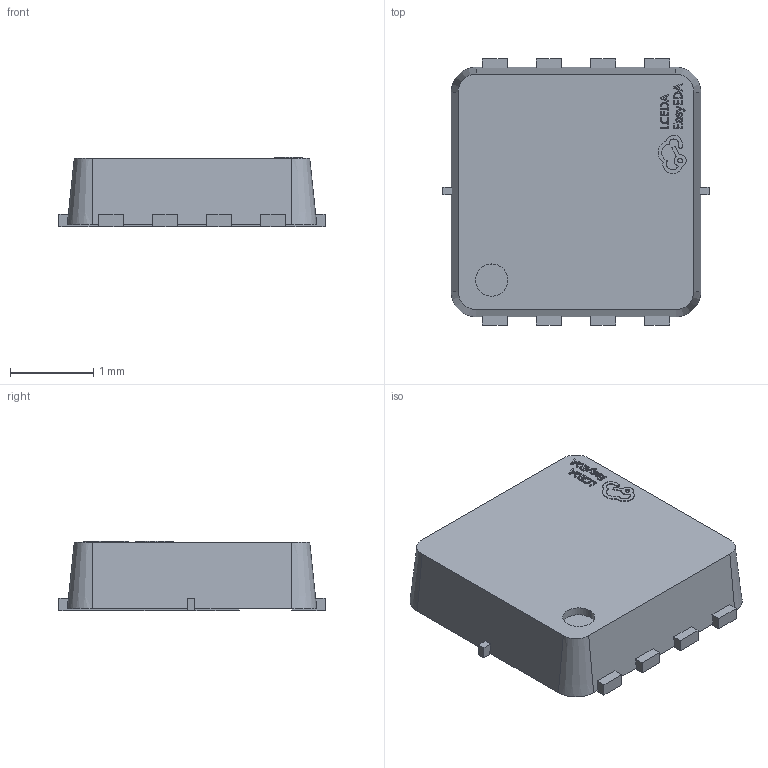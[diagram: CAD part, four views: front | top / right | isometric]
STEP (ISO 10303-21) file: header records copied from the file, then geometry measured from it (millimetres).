
FILE_DESCRIPTION (( 'STEP AP214' ), '1' );
FILE_NAME ('DFN-8_L3.0-W3.0-P0.65-BL-1.step', '2022-06-30T13:27:50', ( '' ), ( '' ), 'SwSTEP 2.0', 'SolidWorks 2020', '' );
FILE_SCHEMA (( 'AUTOMOTIVE_DESIGN' ));
Length unit declared in the file: millimetre
Products named in the file (1): DFN-8_L3.0-W3.0-P0.65-BL-1
Bounding box: 3.2 x 3.2 x 0.83 mm (x, y, z)
Volume: 6.9 mm3; surface area: 27.8 mm2
Topology: 1 solids, 1 shells, 381 faces, 1056 edges, 704 vertices
Faces by surface type: plane 261, bspline 114, cone 4, cylinder 2
Entity records: 16141 total; most frequent: CARTESIAN_POINT 4504, ORIENTED_EDGE 2112, DIRECTION 1372, EDGE_CURVE 1056, LINE 812, VECTOR 812, VERTEX_POINT 704, EDGE_LOOP 408
